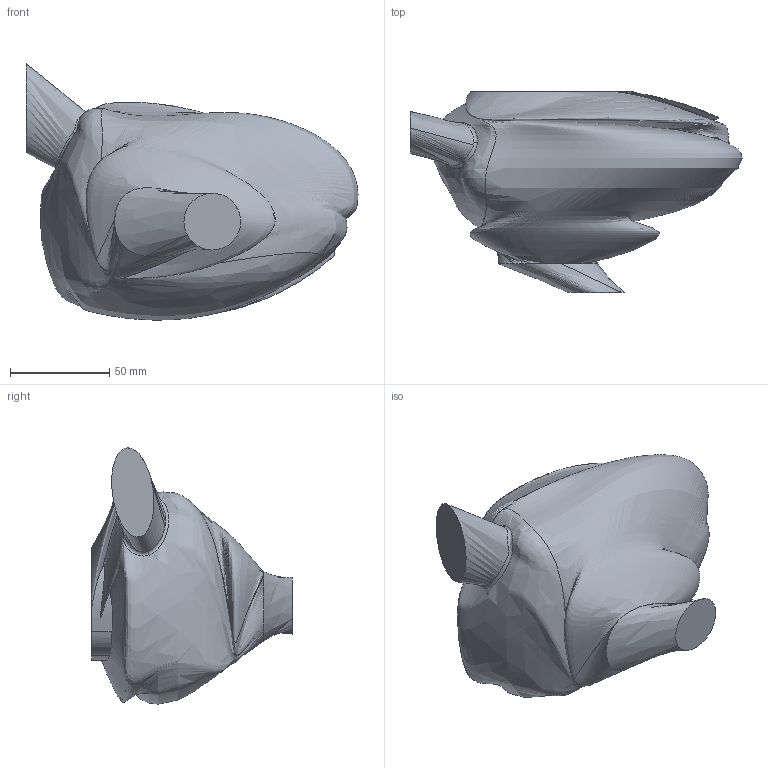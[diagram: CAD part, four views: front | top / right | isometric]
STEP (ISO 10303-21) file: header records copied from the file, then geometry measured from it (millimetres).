
FILE_DESCRIPTION(('FreeCAD Model'),'2;1');
FILE_NAME('Open CASCADE Shape Model','2025-04-29T07:52:35',('FreeCAD'),( 'FreeCAD'),'Open CASCADE STEP processor 7.6','FreeCAD','Unknown');
FILE_SCHEMA(('AUTOMOTIVE_DESIGN { 1 0 10303 214 1 1 1 1 }'));
Length unit declared in the file: millimetre
Products named in the file (1): Open CASCADE STEP translator 7.6 1
Bounding box: 167.55 x 101.38 x 129.35 mm (x, y, z)
Volume: 769761.9 mm3; surface area: 56795.9 mm2
Topology: 1 solids, 1 shells, 104 faces, 279 edges, 187 vertices
Faces by surface type: bspline 104
Entity records: 10587 total; most frequent: CARTESIAN_POINT 8847, ORIENTED_EDGE 558, EDGE_CURVE 279, B_SPLINE_CURVE_WITH_KNOTS 269, VERTEX_POINT 187, FACE_BOUND 114, EDGE_LOOP 114, ADVANCED_FACE 104
